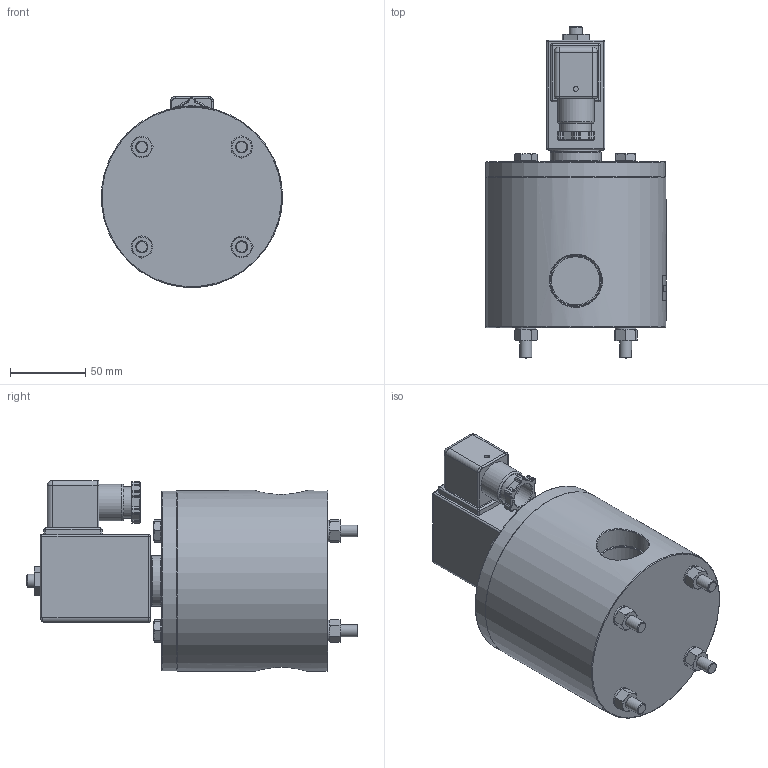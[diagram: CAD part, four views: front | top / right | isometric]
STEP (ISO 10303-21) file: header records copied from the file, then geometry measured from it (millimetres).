
FILE_DESCRIPTION(/* description */ (''),/* implementation_level */ '2;1');
FILE_NAME(/* name */ 'DN32_3D_STEP.stp',/* time_stamp */ '2025-08-30T18:01:22+03:00',/* author */ ('igorr'),/* organization */ (''),/* preprocessor_version */ 'ST-DEVELOPER v20',/* originating_system */ 'Autodesk Inventor 2025',/* authorisation */ '');
FILE_SCHEMA (('AUTOMOTIVE_DESIGN { 1 0 10303 214 3 1 1 }'));
Length unit declared in the file: millimetre
Products named in the file (7): Сборка1; Деталь1; Деталь1_1; BS 4183 - M10; AS 1110 - M8 x 12; ANSI B18.2.4.2M - M8x1,25; AS 1237 - 8
Assembly tree (15 placements, depth 2):
  Сборка1
    Деталь1
    Деталь1_1
    BS 4183 - M10
    AS 1110 - M8 x 12  x4
    ANSI B18.2.4.2M - M8x1,25  x4
    AS 1237 - 8  x4
Bounding box: 119.87 x 220 x 126.5 mm (x, y, z)
Volume: 1402218.1 mm3; surface area: 120125 mm2
Topology: 19 solids, 19 shells, 525 faces, 1171 edges, 715 vertices
Faces by surface type: plane 229, cylinder 125, cone 91, bspline 45, torus 25, sphere 10
Full cylindrical faces by diameter (mm): 3.3 x1, 6.6 x4, 6.647 x4, 7.9 x4, 8 x4, 8.1 x4, 8.376 x1, 8.4 x4, 8.8 x1, 13 x4, 14 x4, 16.5 x1, 20.9 x1, 24.2 x1, 31.425 x2, 32 x2, 33.625 x1, 34.3 x2, 119.6 x1, 120 x1
Entity records: 11658 total; most frequent: CARTESIAN_POINT 2737, DIRECTION 1799, ORIENTED_EDGE 1696, EDGE_CURVE 848, AXIS2_PLACEMENT_3D 690, VERTEX_POINT 526, LINE 419, VECTOR 419
